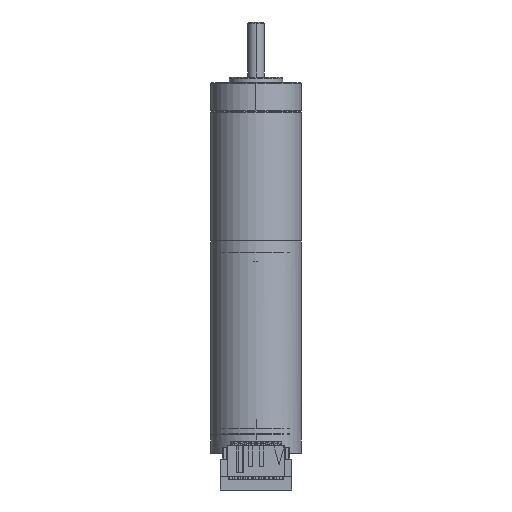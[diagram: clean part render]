
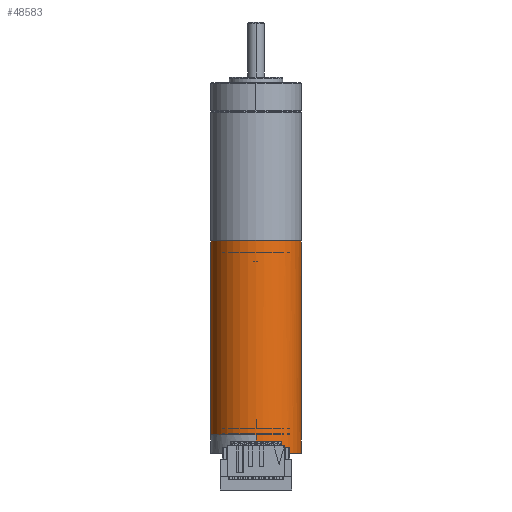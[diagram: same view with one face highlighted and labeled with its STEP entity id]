
A CAD part, front view. The second image highlights one B-rep face of the part: STEP entity #48583.
In plain terms, the highlighted cylindrical face has radius 11 mm (diameter 22 mm), a partial arc.
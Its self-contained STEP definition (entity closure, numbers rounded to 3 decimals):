
#11090=DIRECTION('',(0.,0.,-1.));
#11091=VECTOR('',#11090,47.);
#11092=CARTESIAN_POINT('',(-11.,0.,47.));
#11093=LINE('',#11092,#11091);
#11094=DIRECTION('',(0.,0.,1.));
#11095=VECTOR('',#11094,1.5);
#11096=CARTESIAN_POINT('',(0.,-11.,-1.5));
#11097=LINE('',#11096,#11095);
#11117=DIRECTION('',(0.,0.,1.));
#11118=VECTOR('',#11117,4.5);
#11119=CARTESIAN_POINT('',(0.,11.,-4.5));
#11120=LINE('',#11119,#11118);
#11121=CARTESIAN_POINT('',(0.,0.,0.));
#11122=DIRECTION('',(0.,0.,-1.));
#11123=DIRECTION('',(0.,1.,0.));
#11124=AXIS2_PLACEMENT_3D('',#11121,#11122,#11123);
#11126=DIRECTION('',(0.,0.,1.));
#11127=VECTOR('',#11126,47.);
#11128=CARTESIAN_POINT('',(11.,0.,0.));
#11129=LINE('',#11128,#11127);
#11135=CARTESIAN_POINT('',(0.,0.,-4.5));
#11136=DIRECTION('',(0.,0.,-1.));
#11137=DIRECTION('',(0.,1.,0.));
#11138=AXIS2_PLACEMENT_3D('',#11135,#11136,#11137);
#11140=CARTESIAN_POINT('',(6.168,-9.108,-4.3));
#11141=CARTESIAN_POINT('',(6.235,-9.063,
-4.367));
#11142=CARTESIAN_POINT('',(6.301,-9.017,
-4.434));
#11143=CARTESIAN_POINT('',(6.368,-8.97,-4.5));
#11145=DIRECTION('',(0.,0.,-1.));
#11146=VECTOR('',#11145,2.8);
#11147=CARTESIAN_POINT('',(6.168,-9.108,-1.5));
#11148=LINE('',#11147,#11146);
#11149=CARTESIAN_POINT('',(0.,0.,-1.5));
#11150=DIRECTION('',(0.,0.,-1.));
#11151=DIRECTION('',(0.561,-0.828,0.));
#11152=AXIS2_PLACEMENT_3D('',#11149,#11150,#11151);
#11154=CARTESIAN_POINT('',(0.,0.,0.));
#11155=DIRECTION('',(0.,0.,-1.));
#11156=DIRECTION('',(0.,-1.,0.));
#11157=AXIS2_PLACEMENT_3D('',#11154,#11155,#11156);
#11159=CARTESIAN_POINT('',(0.,0.,47.));
#11160=DIRECTION('',(0.,0.,-1.));
#11161=DIRECTION('',(1.,0.,0.));
#11162=AXIS2_PLACEMENT_3D('',#11159,#11160,#11161);
#31023=CARTESIAN_POINT('',(11.,0.,47.));
#31024=CARTESIAN_POINT('',(-11.,0.,47.));
#31025=VERTEX_POINT('',#31023);
#31026=VERTEX_POINT('',#31024);
#31285=CARTESIAN_POINT('',(6.168,-9.108,-1.5));
#31286=CARTESIAN_POINT('',(0.,-11.,-1.5));
#31287=VERTEX_POINT('',#31285);
#31288=VERTEX_POINT('',#31286);
#31365=VERTEX_POINT('',#11140);
#31366=VERTEX_POINT('',#11143);
#31367=CARTESIAN_POINT('',(0.,11.,-4.5));
#31368=VERTEX_POINT('',#31367);
#31379=CARTESIAN_POINT('',(0.,-11.,0.));
#31380=CARTESIAN_POINT('',(-11.,0.,0.));
#31381=VERTEX_POINT('',#31379);
#31382=VERTEX_POINT('',#31380);
#31383=CARTESIAN_POINT('',(0.,11.,0.));
#31384=CARTESIAN_POINT('',(11.,0.,0.));
#31385=VERTEX_POINT('',#31383);
#31386=VERTEX_POINT('',#31384);
#48561=CARTESIAN_POINT('',(0.,0.,48.3));
#48562=DIRECTION('',(0.,0.,-1.));
#48563=DIRECTION('',(1.,0.,0.));
#48564=AXIS2_PLACEMENT_3D('',#48561,#48562,#48563);
#48565=CYLINDRICAL_SURFACE('',#48564,11.);
#48566=ORIENTED_EDGE('',*,*,#48554,.F.);
#48567=ORIENTED_EDGE('',*,*,#48552,.F.);
#48568=ORIENTED_EDGE('',*,*,#48550,.F.);
#48569=ORIENTED_EDGE('',*,*,#48484,.T.);
#48571=ORIENTED_EDGE('',*,*,#48570,.F.);
#48573=ORIENTED_EDGE('',*,*,#48572,.F.);
#48575=ORIENTED_EDGE('',*,*,#48574,.T.);
#48576=ORIENTED_EDGE('',*,*,#48542,.T.);
#48577=ORIENTED_EDGE('',*,*,#48540,.T.);
#48578=ORIENTED_EDGE('',*,*,#48538,.F.);
#48580=ORIENTED_EDGE('',*,*,#48579,.F.);
#48581=EDGE_LOOP('',(#48566,#48567,#48568,#48569,#48571,#48573,#48575,#48576,
#48577,#48578,#48580));
#48582=FACE_OUTER_BOUND('',#48581,.F.);
#48583=ADVANCED_FACE('',(#48582),#48565,.T.);
#11125=CIRCLE('',#11124,11.);
#11139=CIRCLE('',#11138,11.);
#11144=B_SPLINE_CURVE_WITH_KNOTS('',3,(#11140,#11141,#11142,#11143),
.UNSPECIFIED.,.F.,.F.,(4,4),(0.,1.),.UNSPECIFIED.);
#11153=CIRCLE('',#11152,11.);
#11158=CIRCLE('',#11157,11.);
#11163=CIRCLE('',#11162,11.);
#48484=EDGE_CURVE('',#31368,#31366,#11139,.T.);
#48538=EDGE_CURVE('',#31026,#31382,#11093,.T.);
#48540=EDGE_CURVE('',#31381,#31382,#11158,.T.);
#48542=EDGE_CURVE('',#31288,#31381,#11097,.T.);
#48550=EDGE_CURVE('',#31368,#31385,#11120,.T.);
#48552=EDGE_CURVE('',#31385,#31386,#11125,.T.);
#48554=EDGE_CURVE('',#31386,#31025,#11129,.T.);
#48570=EDGE_CURVE('',#31365,#31366,#11144,.T.);
#48572=EDGE_CURVE('',#31287,#31365,#11148,.T.);
#48574=EDGE_CURVE('',#31287,#31288,#11153,.T.);
#48579=EDGE_CURVE('',#31025,#31026,#11163,.T.);
